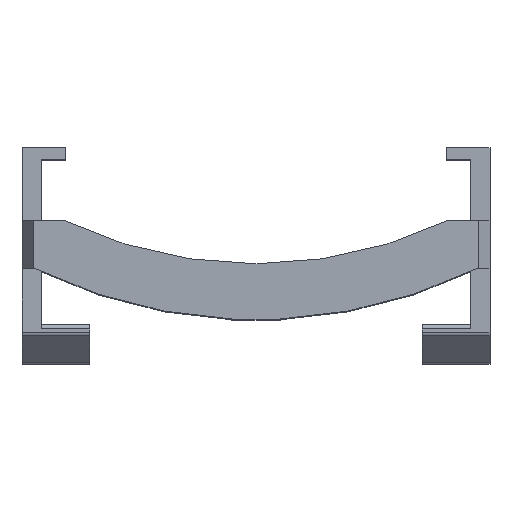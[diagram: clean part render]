
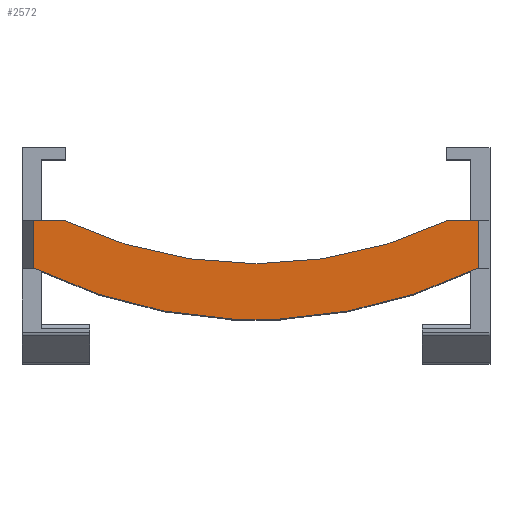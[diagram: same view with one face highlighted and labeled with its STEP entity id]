
A CAD part, top view. The second image highlights one B-rep face of the part: STEP entity #2572.
In plain terms, the highlighted planar face has unit normal (0, 0, 1).
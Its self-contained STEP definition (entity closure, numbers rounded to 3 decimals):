
#22 = CARTESIAN_POINT ( 'NONE',  ( -9.65, 0., 9.5 ) ) ;
#27 = DIRECTION ( 'NONE',  ( 1., 0., 0. ) ) ;
#42 = LINE ( 'NONE', #22, #3090 ) ;
#109 = DIRECTION ( 'NONE',  ( 1., 0., 0. ) ) ;
#110 = CARTESIAN_POINT ( 'NONE',  ( 0., 16.667, 9.5 ) ) ;
#136 = DIRECTION ( 'NONE',  ( 0., 0., -1. ) ) ;
#148 = DIRECTION ( 'NONE',  ( 1., 0., 0. ) ) ;
#168 = CARTESIAN_POINT ( 'NONE',  ( -9.65, 0., 9.5 ) ) ;
#185 = LINE ( 'NONE', #168, #3175 ) ;
#218 = CARTESIAN_POINT ( 'NONE',  ( 0., 16.667, 9.5 ) ) ;
#219 = DIRECTION ( 'NONE',  ( 0., 0., -1. ) ) ;
#231 = DIRECTION ( 'NONE',  ( 1., 0., 0. ) ) ;
#282 = DIRECTION ( 'NONE',  ( 0., -1., 0. ) ) ;
#283 = CARTESIAN_POINT ( 'NONE',  ( 1., -4.1, 9.5 ) ) ;
#305 = LINE ( 'NONE', #314, #3242 ) ;
#314 = CARTESIAN_POINT ( 'NONE',  ( -9.195, -4.4, 9.5 ) ) ;
#317 = DIRECTION ( 'NONE',  ( 0., 1., 0. ) ) ;
#318 = LINE ( 'NONE', #283, #3213 ) ;
#324 = LINE ( 'NONE', #366, #3244 ) ;
#330 = DIRECTION ( 'NONE',  ( 0., 0., 1. ) ) ;
#333 = CARTESIAN_POINT ( 'NONE',  ( 0., 16.667, 9.5 ) ) ;
#335 = DIRECTION ( 'NONE',  ( 1., 0., 0. ) ) ;
#336 = DIRECTION ( 'NONE',  ( 0., 1., 0. ) ) ;
#366 = CARTESIAN_POINT ( 'NONE',  ( -1., -4.1, 9.5 ) ) ;
#385 = CARTESIAN_POINT ( 'NONE',  ( 9.1, -2., 9.5 ) ) ;
#398 = LINE ( 'NONE', #399, #3262 ) ;
#399 = CARTESIAN_POINT ( 'NONE',  ( 9.195, -4.4, 9.5 ) ) ;
#411 = LINE ( 'NONE', #385, #3249 ) ;
#419 = DIRECTION ( 'NONE',  ( -1., 0., 0. ) ) ;
#426 = DIRECTION ( 'NONE',  ( 1., 0., 0. ) ) ;
#433 = LINE ( 'NONE', #454, #3224 ) ;
#449 = DIRECTION ( 'NONE',  ( 0., 1., 0. ) ) ;
#454 = CARTESIAN_POINT ( 'NONE',  ( -9.65, -4.1, 9.5 ) ) ;
#1070 = CARTESIAN_POINT ( 'NONE',  ( -9.1, -2., 9.5 ) ) ;
#1099 = LINE ( 'NONE', #1070, #3010 ) ;
#1110 = DIRECTION ( 'NONE',  ( -1., 0., 0. ) ) ;
#1332 = PLANE ( 'NONE',  #2955 ) ;
#1336 = DIRECTION ( 'NONE',  ( 1., 0., 0. ) ) ;
#1342 = DIRECTION ( 'NONE',  ( 0., 0., 1. ) ) ;
#1357 = FACE_OUTER_BOUND ( 'NONE', #1861, .T. ) ;
#1360 = CARTESIAN_POINT ( 'NONE',  ( -9.65, -4.1, 9.5 ) ) ;
#1446 = CARTESIAN_POINT ( 'NONE',  ( -9.195, 0., 9.5 ) ) ;
#1450 = CARTESIAN_POINT ( 'NONE',  ( -9.195, -2., 9.5 ) ) ;
#1489 = CARTESIAN_POINT ( 'NONE',  ( 7.952, 0., 9.5 ) ) ;
#1495 = CARTESIAN_POINT ( 'NONE',  ( 1., -4.076, 9.5 ) ) ;
#1502 = CARTESIAN_POINT ( 'NONE',  ( 9.195, -2., 9.5 ) ) ;
#1509 = CARTESIAN_POINT ( 'NONE',  ( -9.1, -2., 9.5 ) ) ;
#1536 = CARTESIAN_POINT ( 'NONE',  ( 9.195, 0., 9.5 ) ) ;
#1552 = CARTESIAN_POINT ( 'NONE',  ( -1., -4.076, 9.5 ) ) ;
#1560 = CARTESIAN_POINT ( 'NONE',  ( -7.952, 0., 9.5 ) ) ;
#1564 = CARTESIAN_POINT ( 'NONE',  ( 1., -4.1, 9.5 ) ) ;
#1573 = CARTESIAN_POINT ( 'NONE',  ( 9.1, -2., 9.5 ) ) ;
#1587 = CARTESIAN_POINT ( 'NONE',  ( -1., -4.1, 9.5 ) ) ;
#1685 = VERTEX_POINT ( 'NONE', #1446 ) ;
#1688 = VERTEX_POINT ( 'NONE', #1450 ) ;
#1692 = VERTEX_POINT ( 'NONE', #1495 ) ;
#1707 = VERTEX_POINT ( 'NONE', #1502 ) ;
#1720 = VERTEX_POINT ( 'NONE', #1509 ) ;
#1732 = VERTEX_POINT ( 'NONE', #1489 ) ;
#1734 = VERTEX_POINT ( 'NONE', #1536 ) ;
#1775 = VERTEX_POINT ( 'NONE', #1587 ) ;
#1784 = VERTEX_POINT ( 'NONE', #1560 ) ;
#1791 = VERTEX_POINT ( 'NONE', #1564 ) ;
#1796 = VERTEX_POINT ( 'NONE', #1573 ) ;
#1812 = VERTEX_POINT ( 'NONE', #1552 ) ;
#1861 = EDGE_LOOP ( 'NONE', ( #2142, #2149, #2157, #2192, #2141, #2242, #2152, #2197, #2145, #2200, #2150, #2261 ) ) ;
#2141 = ORIENTED_EDGE ( 'NONE', *, *, #2777, .F. ) ;
#2142 = ORIENTED_EDGE ( 'NONE', *, *, #2809, .T. ) ;
#2145 = ORIENTED_EDGE ( 'NONE', *, *, #2819, .T. ) ;
#2149 = ORIENTED_EDGE ( 'NONE', *, *, #2721, .F. ) ;
#2150 = ORIENTED_EDGE ( 'NONE', *, *, #2702, .F. ) ;
#2152 = ORIENTED_EDGE ( 'NONE', *, *, #2742, .F. ) ;
#2157 = ORIENTED_EDGE ( 'NONE', *, *, #2779, .F. ) ;
#2192 = ORIENTED_EDGE ( 'NONE', *, *, #2672, .F. ) ;
#2197 = ORIENTED_EDGE ( 'NONE', *, *, #2783, .F. ) ;
#2200 = ORIENTED_EDGE ( 'NONE', *, *, #2769, .F. ) ;
#2242 = ORIENTED_EDGE ( 'NONE', *, *, #2595, .F. ) ;
#2261 = ORIENTED_EDGE ( 'NONE', *, *, #2804, .F. ) ;
#2572 = ADVANCED_FACE ( 'NONE', ( #1357 ), #1332, .T. ) ;
#2595 = EDGE_CURVE ( 'NONE', #1720, #1688, #1099, .T. ) ;
#2672 = EDGE_CURVE ( 'NONE', #1685, #1784, #42, .T. ) ;
#2702 = EDGE_CURVE ( 'NONE', #1796, #1692, #3102, .T. ) ;
#2721 = EDGE_CURVE ( 'NONE', #1732, #1734, #185, .T. ) ;
#2742 = EDGE_CURVE ( 'NONE', #1812, #1720, #3191, .T. ) ;
#2769 = EDGE_CURVE ( 'NONE', #1692, #1791, #318, .T. ) ;
#2777 = EDGE_CURVE ( 'NONE', #1688, #1685, #305, .T. ) ;
#2779 = EDGE_CURVE ( 'NONE', #1784, #1732, #3253, .T. ) ;
#2783 = EDGE_CURVE ( 'NONE', #1775, #1812, #324, .T. ) ;
#2804 = EDGE_CURVE ( 'NONE', #1707, #1796, #411, .T. ) ;
#2809 = EDGE_CURVE ( 'NONE', #1707, #1734, #398, .T. ) ;
#2819 = EDGE_CURVE ( 'NONE', #1775, #1791, #433, .T. ) ;
#2955 = AXIS2_PLACEMENT_3D ( 'NONE', #1360, #1342, #1336 ) ;
#3010 = VECTOR ( 'NONE', #1110, 1000. ) ;
#3090 = VECTOR ( 'NONE', #27, 1000. ) ;
#3102 = CIRCLE ( 'NONE', #3118, 20.767 ) ;
#3118 = AXIS2_PLACEMENT_3D ( 'NONE', #110, #136, #109 ) ;
#3150 = AXIS2_PLACEMENT_3D ( 'NONE', #218, #219, #231 ) ;
#3175 = VECTOR ( 'NONE', #148, 1000. ) ;
#3191 = CIRCLE ( 'NONE', #3150, 20.767 ) ;
#3213 = VECTOR ( 'NONE', #282, 1000. ) ;
#3224 = VECTOR ( 'NONE', #426, 1000. ) ;
#3242 = VECTOR ( 'NONE', #317, 1000. ) ;
#3244 = VECTOR ( 'NONE', #336, 1000. ) ;
#3249 = VECTOR ( 'NONE', #419, 1000. ) ;
#3253 = CIRCLE ( 'NONE', #3263, 18.467 ) ;
#3262 = VECTOR ( 'NONE', #449, 1000. ) ;
#3263 = AXIS2_PLACEMENT_3D ( 'NONE', #333, #330, #335 ) ;
